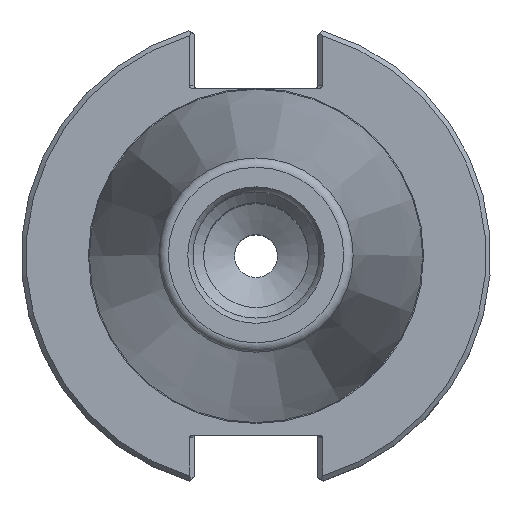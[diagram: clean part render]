
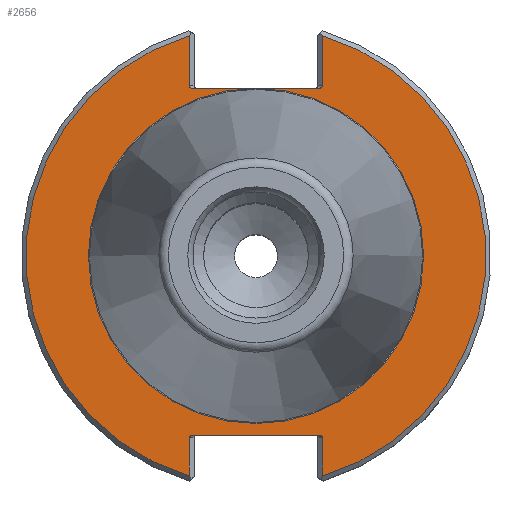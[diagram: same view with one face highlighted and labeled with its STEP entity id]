
A CAD part, top view. The second image highlights one B-rep face of the part: STEP entity #2656.
In plain terms, the highlighted planar face has unit normal (0, 0, 1).
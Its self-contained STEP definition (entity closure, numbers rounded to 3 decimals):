
#24=ELLIPSE('',#2829,0.707,0.5);
#25=ELLIPSE('',#2831,0.707,0.5);
#33=ELLIPSE('',#2859,0.707,0.5);
#34=ELLIPSE('',#2861,0.707,0.5);
#76=LINE('',#4068,#149);
#77=LINE('',#4077,#150);
#82=LINE('',#4096,#155);
#83=LINE('',#4105,#156);
#93=LINE('',#4139,#166);
#104=LINE('',#4186,#177);
#149=VECTOR('',#3225,1000.);
#150=VECTOR('',#3232,1000.);
#155=VECTOR('',#3247,1000.);
#156=VECTOR('',#3254,1000.);
#166=VECTOR('',#3280,1000.);
#177=VECTOR('',#3325,1000.);
#311=PLANE('',#2860);
#764=ORIENTED_EDGE('',*,*,#1017,.T.);
#765=ORIENTED_EDGE('',*,*,#1015,.T.);
#766=ORIENTED_EDGE('',*,*,#1011,.T.);
#767=ORIENTED_EDGE('',*,*,#1032,.F.);
#768=ORIENTED_EDGE('',*,*,#1009,.T.);
#769=ORIENTED_EDGE('',*,*,#1007,.T.);
#770=ORIENTED_EDGE('',*,*,#1005,.T.);
#771=ORIENTED_EDGE('',*,*,#1004,.T.);
#772=ORIENTED_EDGE('',*,*,#1051,.T.);
#773=ORIENTED_EDGE('',*,*,#1053,.F.);
#774=ORIENTED_EDGE('',*,*,#1054,.T.);
#775=ORIENTED_EDGE('',*,*,#1018,.T.);
#776=ORIENTED_EDGE('',*,*,#1001,.F.);
#1001=EDGE_CURVE('',#1206,#1206,#1312,.T.);
#1004=EDGE_CURVE('',#1207,#1208,#76,.T.);
#1005=EDGE_CURVE('',#1209,#1207,#1313,.T.);
#1007=EDGE_CURVE('',#1210,#1209,#77,.T.);
#1009=EDGE_CURVE('',#1211,#1210,#24,.F.);
#1011=EDGE_CURVE('',#1212,#1213,#25,.F.);
#1015=EDGE_CURVE('',#1214,#1212,#82,.T.);
#1017=EDGE_CURVE('',#1215,#1214,#1314,.T.);
#1018=EDGE_CURVE('',#1216,#1215,#83,.T.);
#1032=EDGE_CURVE('',#1211,#1213,#93,.T.);
#1051=EDGE_CURVE('',#1208,#1234,#33,.F.);
#1053=EDGE_CURVE('',#1235,#1234,#104,.T.);
#1054=EDGE_CURVE('',#1235,#1216,#34,.F.);
#1206=VERTEX_POINT('',#4059);
#1207=VERTEX_POINT('',#4065);
#1208=VERTEX_POINT('',#4067);
#1209=VERTEX_POINT('',#4071);
#1210=VERTEX_POINT('',#4078);
#1211=VERTEX_POINT('',#4082);
#1212=VERTEX_POINT('',#4086);
#1213=VERTEX_POINT('',#4087);
#1214=VERTEX_POINT('',#4095);
#1215=VERTEX_POINT('',#4102);
#1216=VERTEX_POINT('',#4106);
#1234=VERTEX_POINT('',#4183);
#1235=VERTEX_POINT('',#4187);
#1312=CIRCLE('',#2823,35.118);
#1313=CIRCLE('',#2826,48.21);
#1314=CIRCLE('',#2834,48.21);
#1476=EDGE_LOOP('',(#764,#765,#766,#767,#768,#769,#770,#771,#772,#773,#774,
#775));
#1477=EDGE_LOOP('',(#776));
#1652=FACE_BOUND('',#1476,.T.);
#1653=FACE_BOUND('',#1477,.T.);
#2656=ADVANCED_FACE('',(#1652,#1653),#311,.T.);
#2823=AXIS2_PLACEMENT_3D('',#4058,#3220,#3221);
#2826=AXIS2_PLACEMENT_3D('',#4070,#3228,#3229);
#2829=AXIS2_PLACEMENT_3D('',#4081,#3236,#3237);
#2831=AXIS2_PLACEMENT_3D('',#4085,#3241,#3242);
#2834=AXIS2_PLACEMENT_3D('',#4103,#3250,#3251);
#2859=AXIS2_PLACEMENT_3D('',#4182,#3320,#3321);
#2860=AXIS2_PLACEMENT_3D('',#4185,#3323,#3324);
#2861=AXIS2_PLACEMENT_3D('',#4188,#3326,#3327);
#3220=DIRECTION('',(0.,0.,1.));
#3221=DIRECTION('',(1.,0.,0.));
#3225=DIRECTION('',(0.,-1.,0.));
#3228=DIRECTION('',(0.,0.,1.));
#3229=DIRECTION('',(1.,0.,0.));
#3232=DIRECTION('',(0.,-1.,0.));
#3236=DIRECTION('',(0.,0.,1.));
#3237=DIRECTION('',(1.,0.,0.));
#3241=DIRECTION('',(0.,0.,1.));
#3242=DIRECTION('',(1.,0.,0.));
#3247=DIRECTION('',(0.,1.,0.));
#3250=DIRECTION('',(0.,0.,1.));
#3251=DIRECTION('',(1.,0.,0.));
#3254=DIRECTION('',(0.,1.,0.));
#3280=DIRECTION('',(-1.,0.,0.));
#3320=DIRECTION('',(0.,0.,1.));
#3321=DIRECTION('',(-1.,0.,0.));
#3323=DIRECTION('',(0.,0.,1.));
#3324=DIRECTION('',(1.,0.,0.));
#3325=DIRECTION('',(1.,0.,0.));
#3326=DIRECTION('',(0.,0.,1.));
#3327=DIRECTION('',(-1.,0.,0.));
#4058=CARTESIAN_POINT('',(0.,0.,-3.17));
#4059=CARTESIAN_POINT('',(35.118,0.,-3.17));
#4065=CARTESIAN_POINT('',(13.955,46.146,-3.17));
#4067=CARTESIAN_POINT('',(13.955,35.66,-3.17));
#4068=CARTESIAN_POINT('',(13.955,35.16,-3.17));
#4070=CARTESIAN_POINT('',(0.,0.,-3.17));
#4071=CARTESIAN_POINT('',(13.955,-46.146,-3.17));
#4077=CARTESIAN_POINT('',(13.955,-47.619,-3.17));
#4078=CARTESIAN_POINT('',(13.955,-38.07,-3.17));
#4081=CARTESIAN_POINT('',(13.248,-38.07,-3.17));
#4082=CARTESIAN_POINT('',(13.248,-37.57,-3.17));
#4085=CARTESIAN_POINT('',(-13.248,-38.07,-3.17));
#4086=CARTESIAN_POINT('',(-13.955,-38.07,-3.17));
#4087=CARTESIAN_POINT('',(-13.248,-37.57,-3.17));
#4095=CARTESIAN_POINT('',(-13.955,-46.146,-3.17));
#4096=CARTESIAN_POINT('',(-13.955,-37.57,-3.17));
#4102=CARTESIAN_POINT('',(-13.955,46.146,-3.17));
#4103=CARTESIAN_POINT('',(0.,0.,-3.17));
#4105=CARTESIAN_POINT('',(-13.955,47.619,-3.17));
#4106=CARTESIAN_POINT('',(-13.955,35.66,-3.17));
#4139=CARTESIAN_POINT('',(12.955,-37.57,-3.17));
#4182=CARTESIAN_POINT('',(13.248,35.66,-3.17));
#4183=CARTESIAN_POINT('',(13.248,35.16,-3.17));
#4185=CARTESIAN_POINT('',(35.118,0.,-3.17));
#4186=CARTESIAN_POINT('',(-12.955,35.16,-3.17));
#4187=CARTESIAN_POINT('',(-13.248,35.16,-3.17));
#4188=CARTESIAN_POINT('',(-13.248,35.66,-3.17));
